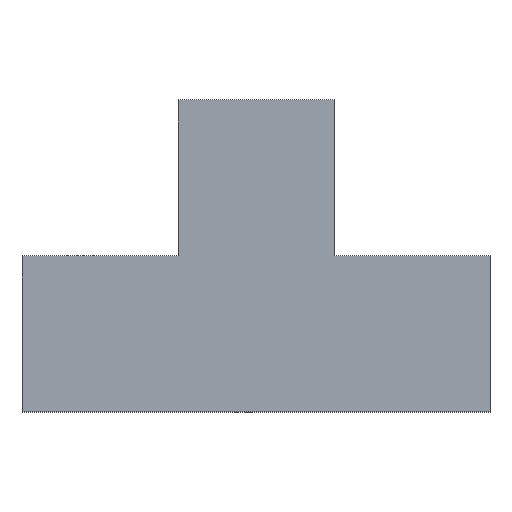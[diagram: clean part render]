
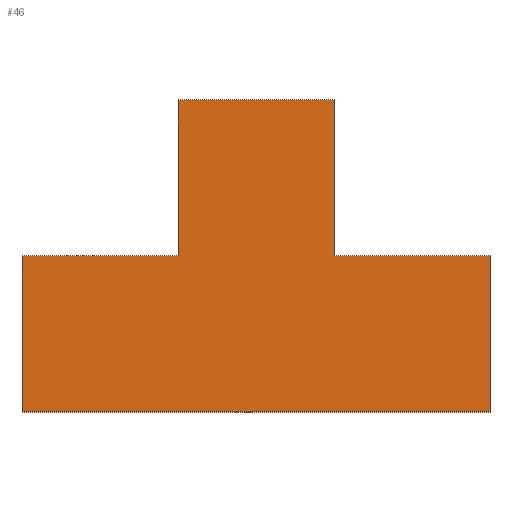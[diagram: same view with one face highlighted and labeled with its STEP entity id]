
A CAD part, top view. The second image highlights one B-rep face of the part: STEP entity #46.
In plain terms, the highlighted planar face has unit normal (0, 0, 1).
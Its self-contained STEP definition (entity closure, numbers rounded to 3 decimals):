
#5 = DIRECTION ( 'NONE',  ( 1., 0., 0. ) ) ;
#7 = VERTEX_POINT ( 'NONE', #253 ) ;
#9 = ORIENTED_EDGE ( 'NONE', *, *, #10, .T. ) ;
#10 = EDGE_CURVE ( 'NONE', #136, #272, #177, .T. ) ;
#13 = VECTOR ( 'NONE', #302, 1000. ) ;
#16 = CARTESIAN_POINT ( 'NONE',  ( 60., 30., 30. ) ) ;
#19 = ORIENTED_EDGE ( 'NONE', *, *, #254, .T. ) ;
#27 = FACE_OUTER_BOUND ( 'NONE', #135, .T. ) ;
#38 = EDGE_CURVE ( 'NONE', #102, #299, #117, .T. ) ;
#39 = VECTOR ( 'NONE', #5, 1000. ) ;
#41 = CARTESIAN_POINT ( 'NONE',  ( 60., 60., 30. ) ) ;
#44 = LINE ( 'NONE', #16, #333 ) ;
#46 = ADVANCED_FACE ( 'NONE', ( #27 ), #344, .T. ) ;
#69 = CARTESIAN_POINT ( 'NONE',  ( 0., 0., 30. ) ) ;
#70 = CARTESIAN_POINT ( 'NONE',  ( 60., 30., 30. ) ) ;
#80 = EDGE_CURVE ( 'NONE', #272, #361, #315, .T. ) ;
#82 = VERTEX_POINT ( 'NONE', #227 ) ;
#90 = CARTESIAN_POINT ( 'NONE',  ( 0., 30., 30. ) ) ;
#94 = DIRECTION ( 'NONE',  ( 0., 0., 1. ) ) ;
#96 = DIRECTION ( 'NONE',  ( 0., -1., 0. ) ) ;
#102 = VERTEX_POINT ( 'NONE', #142 ) ;
#103 = LINE ( 'NONE', #41, #327 ) ;
#111 = CARTESIAN_POINT ( 'NONE',  ( 30., 30., 30. ) ) ;
#117 = LINE ( 'NONE', #281, #207 ) ;
#118 = AXIS2_PLACEMENT_3D ( 'NONE', #230, #94, #140 ) ;
#119 = CARTESIAN_POINT ( 'NONE',  ( 0., 0., 30. ) ) ;
#120 = DIRECTION ( 'NONE',  ( -1., 0., 0. ) ) ;
#126 = VECTOR ( 'NONE', #305, 1000. ) ;
#128 = LINE ( 'NONE', #241, #13 ) ;
#130 = ORIENTED_EDGE ( 'NONE', *, *, #314, .T. ) ;
#131 = LINE ( 'NONE', #157, #290 ) ;
#132 = ORIENTED_EDGE ( 'NONE', *, *, #268, .T. ) ;
#135 = EDGE_LOOP ( 'NONE', ( #9, #145, #162, #180, #130, #132, #19, #274 ) ) ;
#136 = VERTEX_POINT ( 'NONE', #184 ) ;
#138 = VECTOR ( 'NONE', #175, 1000. ) ;
#140 = DIRECTION ( 'NONE',  ( 1., 0., 0. ) ) ;
#141 = LINE ( 'NONE', #111, #126 ) ;
#142 = CARTESIAN_POINT ( 'NONE',  ( 90., 30., 30. ) ) ;
#145 = ORIENTED_EDGE ( 'NONE', *, *, #80, .T. ) ;
#157 = CARTESIAN_POINT ( 'NONE',  ( 30., 60., 30. ) ) ;
#162 = ORIENTED_EDGE ( 'NONE', *, *, #316, .T. ) ;
#175 = DIRECTION ( 'NONE',  ( 0., -1., 0. ) ) ;
#177 = LINE ( 'NONE', #90, #138 ) ;
#180 = ORIENTED_EDGE ( 'NONE', *, *, #38, .T. ) ;
#184 = CARTESIAN_POINT ( 'NONE',  ( 0., 30., 30. ) ) ;
#197 = VERTEX_POINT ( 'NONE', #217 ) ;
#207 = VECTOR ( 'NONE', #120, 1000. ) ;
#214 = DIRECTION ( 'NONE',  ( -1., 0., 0. ) ) ;
#217 = CARTESIAN_POINT ( 'NONE',  ( 30., 60., 30. ) ) ;
#227 = CARTESIAN_POINT ( 'NONE',  ( 60., 60., 30. ) ) ;
#230 = CARTESIAN_POINT ( 'NONE',  ( 0., 0., 30. ) ) ;
#241 = CARTESIAN_POINT ( 'NONE',  ( 90., 0., 30. ) ) ;
#253 = CARTESIAN_POINT ( 'NONE',  ( 30., 30., 30. ) ) ;
#254 = EDGE_CURVE ( 'NONE', #197, #7, #131, .T. ) ;
#268 = EDGE_CURVE ( 'NONE', #82, #197, #103, .T. ) ;
#272 = VERTEX_POINT ( 'NONE', #69 ) ;
#274 = ORIENTED_EDGE ( 'NONE', *, *, #328, .T. ) ;
#281 = CARTESIAN_POINT ( 'NONE',  ( 90., 30., 30. ) ) ;
#290 = VECTOR ( 'NONE', #96, 1000. ) ;
#299 = VERTEX_POINT ( 'NONE', #70 ) ;
#302 = DIRECTION ( 'NONE',  ( 0., 1., 0. ) ) ;
#305 = DIRECTION ( 'NONE',  ( -1., 0., 0. ) ) ;
#307 = CARTESIAN_POINT ( 'NONE',  ( 90., 0., 30. ) ) ;
#314 = EDGE_CURVE ( 'NONE', #299, #82, #44, .T. ) ;
#315 = LINE ( 'NONE', #119, #39 ) ;
#316 = EDGE_CURVE ( 'NONE', #361, #102, #128, .T. ) ;
#327 = VECTOR ( 'NONE', #214, 1000. ) ;
#328 = EDGE_CURVE ( 'NONE', #7, #136, #141, .T. ) ;
#333 = VECTOR ( 'NONE', #360, 1000. ) ;
#344 = PLANE ( 'NONE',  #118 ) ;
#360 = DIRECTION ( 'NONE',  ( 0., 1., 0. ) ) ;
#361 = VERTEX_POINT ( 'NONE', #307 ) ;
